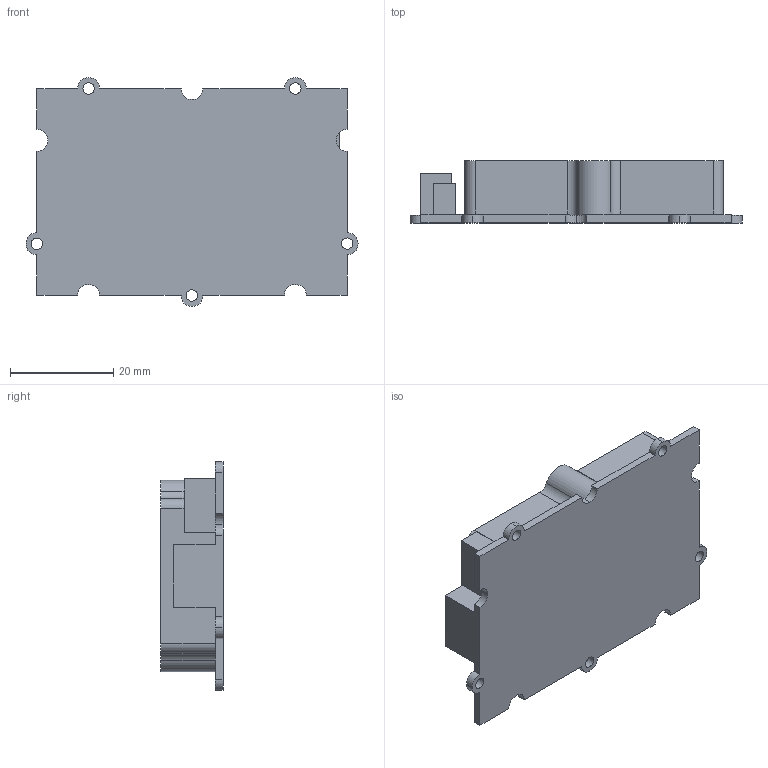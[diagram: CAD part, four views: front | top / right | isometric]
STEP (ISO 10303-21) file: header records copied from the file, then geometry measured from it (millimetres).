
FILE_DESCRIPTION(/* description */ (''),/* implementation_level */ '2;1');
FILE_NAME(/* name */ 'sensirion-sfa30 v4.step',/* time_stamp */ '2023-10-28T12:41:11+02:00',/* author */ (''),/* organization */ (''),/* preprocessor_version */ 'ST-DEVELOPER v20',/* originating_system */ 'Autodesk Translation Framework v12.9.0.99',/* authorisation */ '');
FILE_SCHEMA (('AUTOMOTIVE_DESIGN { 1 0 10303 214 3 1 1 }'));
Length unit declared in the file: millimetre
Products named in the file (1): sensirion-sfa30
Bounding box: 64.19 x 12.04 x 44.2 mm (x, y, z)
Volume: 17182.2 mm3; surface area: 8094.2 mm2
Topology: 1 solids, 1 shells, 74 faces, 208 edges, 138 vertices
Faces by surface type: plane 39, cylinder 35
Full cylindrical faces by diameter (mm): 2.2 x5
Entity records: 2461 total; most frequent: DIRECTION 430, CARTESIAN_POINT 421, ORIENTED_EDGE 416, EDGE_CURVE 208, AXIS2_PLACEMENT_3D 147, VERTEX_POINT 138, LINE 136, VECTOR 136
